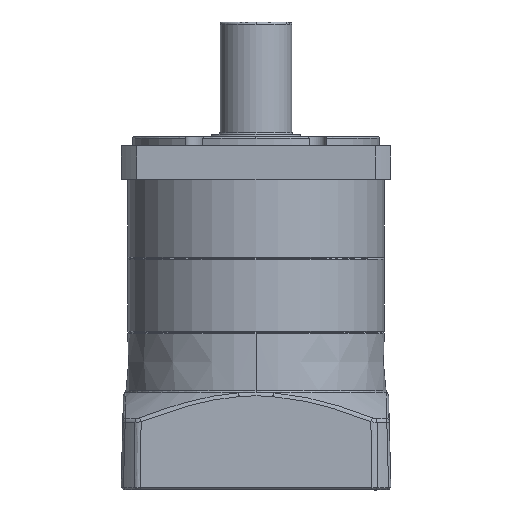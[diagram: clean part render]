
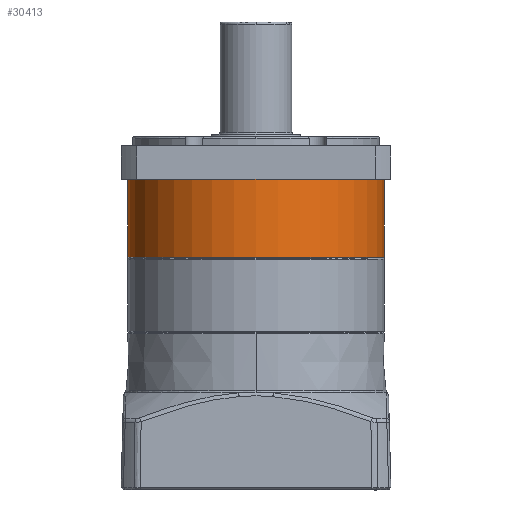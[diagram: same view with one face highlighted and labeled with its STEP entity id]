
A CAD part, front view. The second image highlights one B-rep face of the part: STEP entity #30413.
In plain terms, the highlighted cylindrical face has radius 57 mm (diameter 114 mm), a partial arc.
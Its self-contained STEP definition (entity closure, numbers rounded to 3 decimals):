
#305 = LINE ( 'NONE', #7533, #11203 ) ;
#1813 = ORIENTED_EDGE ( 'NONE', *, *, #15308, .T. ) ;
#4405 = ORIENTED_EDGE ( 'NONE', *, *, #13084, .F. ) ;
#7533 = CARTESIAN_POINT ( 'NONE',  ( -57., 0., 38. ) ) ;
#7789 = DIRECTION ( 'NONE',  ( 0., 0., -1. ) ) ;
#11203 = VECTOR ( 'NONE', #7789, 1000. ) ;
#11430 = CIRCLE ( 'NONE', #23128, 57. ) ;
#11963 = VERTEX_POINT ( 'NONE', #37860 ) ;
#12015 = DIRECTION ( 'NONE',  ( 1., 0., 0. ) ) ;
#12028 = DIRECTION ( 'NONE',  ( 0., 0., -1. ) ) ;
#12067 = CARTESIAN_POINT ( 'NONE',  ( 0., 0., 3.4 ) ) ;
#12206 = CARTESIAN_POINT ( 'NONE',  ( 0., 0., 38. ) ) ;
#12594 = DIRECTION ( 'NONE',  ( 0., 0., -1. ) ) ;
#12692 = CARTESIAN_POINT ( 'NONE',  ( 57., 0., 38. ) ) ;
#12909 = CYLINDRICAL_SURFACE ( 'NONE', #24025, 57. ) ;
#12997 = VECTOR ( 'NONE', #12594, 1000. ) ;
#13026 = EDGE_CURVE ( 'NONE', #22943, #35058, #13571, .T. ) ;
#13084 = EDGE_CURVE ( 'NONE', #35058, #15843, #11430, .T. ) ;
#13571 = LINE ( 'NONE', #12692, #12997 ) ;
#15308 = EDGE_CURVE ( 'NONE', #11963, #15843, #305, .T. ) ;
#15620 = DIRECTION ( 'NONE',  ( -1., 0., 0. ) ) ;
#15843 = VERTEX_POINT ( 'NONE', #38231 ) ;
#16314 = CARTESIAN_POINT ( 'NONE',  ( 57., 0., 38. ) ) ;
#21588 = AXIS2_PLACEMENT_3D ( 'NONE', #12206, #35956, #15620 ) ;
#22943 = VERTEX_POINT ( 'NONE', #16314 ) ;
#23128 = AXIS2_PLACEMENT_3D ( 'NONE', #12067, #12028, #12015 ) ;
#23387 = ORIENTED_EDGE ( 'NONE', *, *, #13026, .F. ) ;
#24025 = AXIS2_PLACEMENT_3D ( 'NONE', #40174, #40776, #40181 ) ;
#24994 = CIRCLE ( 'NONE', #21588, 57. ) ;
#26620 = ORIENTED_EDGE ( 'NONE', *, *, #37129, .T. ) ;
#30413 = ADVANCED_FACE ( 'NONE', ( #32055 ), #12909, .T. ) ;
#32055 = FACE_OUTER_BOUND ( 'NONE', #43125, .T. ) ;
#32139 = CARTESIAN_POINT ( 'NONE',  ( 57., 0., 3.4 ) ) ;
#35058 = VERTEX_POINT ( 'NONE', #32139 ) ;
#35956 = DIRECTION ( 'NONE',  ( 0., 0., -1. ) ) ;
#37129 = EDGE_CURVE ( 'NONE', #22943, #11963, #24994, .T. ) ;
#37860 = CARTESIAN_POINT ( 'NONE',  ( -57., 0., 38. ) ) ;
#38231 = CARTESIAN_POINT ( 'NONE',  ( -57., 0., 3.4 ) ) ;
#40174 = CARTESIAN_POINT ( 'NONE',  ( 0., 0., 38. ) ) ;
#40181 = DIRECTION ( 'NONE',  ( -1., 0., 0. ) ) ;
#40776 = DIRECTION ( 'NONE',  ( 0., 0., -1. ) ) ;
#43125 = EDGE_LOOP ( 'NONE', ( #23387, #26620, #1813, #4405 ) ) ;
